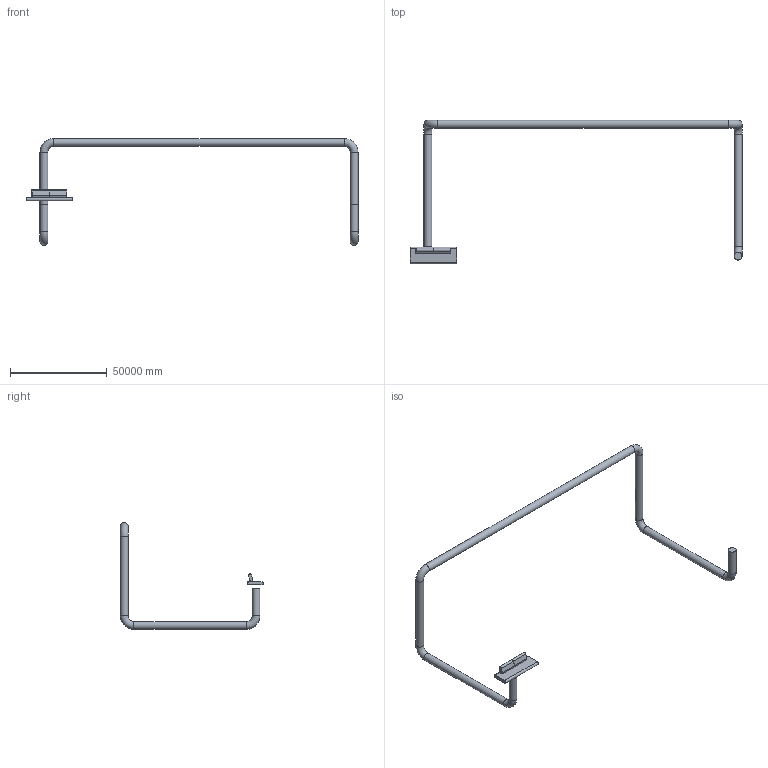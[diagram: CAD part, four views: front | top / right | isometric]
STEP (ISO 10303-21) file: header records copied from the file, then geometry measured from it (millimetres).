
FILE_DESCRIPTION(/* description */ (''),/* implementation_level */ '2;1');
FILE_NAME(/* name */ 'B-4-4sofa_bed.stp',/* time_stamp */ '2015-03-10T21:24:37+09:00',/* author */ ('common-PC1'),/* organization */ (''),/* preprocessor_version */ 'ST-DEVELOPER v15.5',/* originating_system */ 'AutoCAD Mechanical',/* authorisation */ '');
FILE_SCHEMA (('AUTOMOTIVE_DESIGN { 1 0 10303 214 3 1 1 }'));
Length unit declared in the file: centimetre
Products named in the file (2): sofabedd_leg; Product
Bounding box: 171220 x 73910 x 55000 mm (x, y, z)
Volume: 5568886683949.2 mm3; surface area: 6109579768.4 mm2
Topology: 6 solids, 10 shells, 55 faces, 101 edges, 60 vertices
Faces by surface type: cylinder 21, plane 20, torus 14
Full cylindrical faces by diameter (mm): 4000 x7
Entity records: 1334 total; most frequent: DIRECTION 260, CARTESIAN_POINT 206, ORIENTED_EDGE 170, AXIS2_PLACEMENT_3D 114, EDGE_CURVE 88, EDGE_LOOP 68, VERTEX_POINT 60, CIRCLE 56
